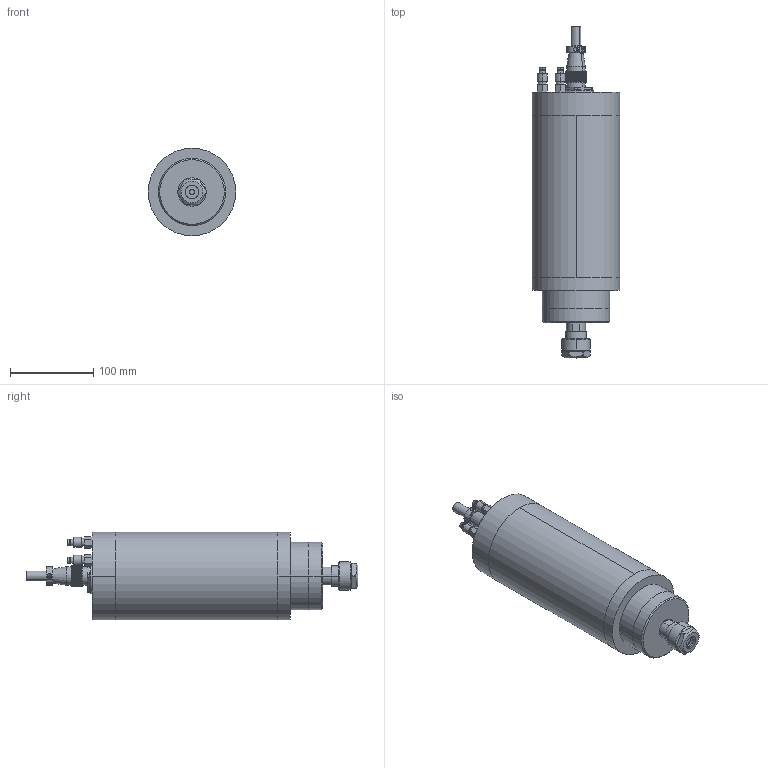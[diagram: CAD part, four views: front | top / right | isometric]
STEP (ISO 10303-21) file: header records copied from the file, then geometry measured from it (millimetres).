
FILE_DESCRIPTION (( 'STEP AP214' ), '1' );
FILE_NAME ('GDZ-24-2.STEP', '2024-08-01T07:35:59', ( '00' ), ( '' ), 'SwSTEP 2.0', 'SolidWorks 2018', '' );
FILE_SCHEMA (( 'AUTOMOTIVE_DESIGN' ));
Length unit declared in the file: millimetre
Products named in the file (14): GDZ24-1B儂褲1; GDZ24-1B堤盄釱; GDZ17阨郲; YD20-4瑤脣釱; ER20蹟簽_1; GDZ24-1B粣創釱; YD20-4瑤脣; YD20-4瑤脣芛; GDZ24-1B粣芛; GDZ24-1B儂褲; GDZ24-1B儂褲3; GBT823_M3℅10; ER20 粟俶芠標_1; GDZ-24-2
Assembly tree (15 placements, depth 3):
  GDZ-24-2
    GDZ24-1B儂褲
    GDZ24-1B堤盄釱
    GDZ24-1B粣創釱
    GDZ24-1B儂褲1
    GDZ24-1B儂褲3
    GDZ24-1B粣芛
    ER20 粟俶芠標_1
    ER20蹟簽_1
    GDZ17阨郲  x2
    YD20-4瑤脣
      YD20-4瑤脣釱
      YD20-4瑤脣芛
      GBT823_M3℅10  x2
Bounding box: 105 x 398.3 x 105 mm (x, y, z)
Volume: 2305125.7 mm3; surface area: 196797.6 mm2
Topology: 19 solids, 19 shells, 3205 faces, 7926 edges, 5223 vertices
Faces by surface type: plane 1314, cone 1047, cylinder 794, torus 21, bspline 17, sphere 12
Entity records: 101362 total; most frequent: CARTESIAN_POINT 24999, ORIENTED_EDGE 15576, DIRECTION 14590, EDGE_CURVE 7788, AXIS2_PLACEMENT_3D 5914, VERTEX_POINT 5159, EDGE_LOOP 3687, FACE_OUTER_BOUND 3154
